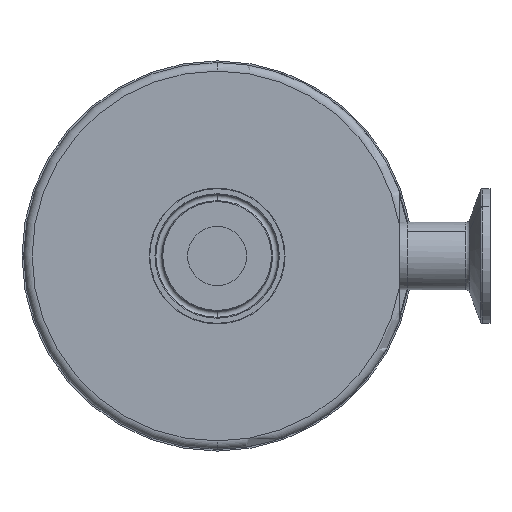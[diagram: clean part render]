
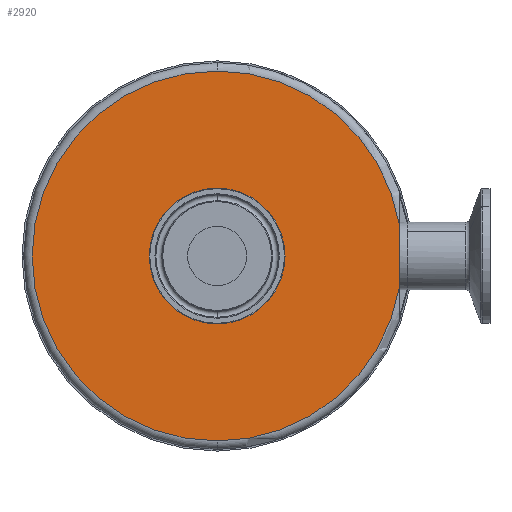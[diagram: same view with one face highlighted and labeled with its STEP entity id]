
A CAD part, front view. The second image highlights one B-rep face of the part: STEP entity #2920.
In plain terms, the highlighted planar face has unit normal (0, -1, 0).
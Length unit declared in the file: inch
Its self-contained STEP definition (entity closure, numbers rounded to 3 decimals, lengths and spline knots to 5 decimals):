
#56 = EDGE_LOOP ( 'NONE', ( #694, #8069, #879, #6721 ) ) ;
#101 = EDGE_CURVE ( 'NONE', #8614, #7632, #5053, .T. ) ;
#271 = DIRECTION ( 'NONE',  ( 0., 0., -1. ) ) ;
#449 = ORIENTED_EDGE ( 'NONE', *, *, #510, .F. ) ;
#457 = CARTESIAN_POINT ( 'NONE',  ( 0., 0.84, 0. ) ) ;
#510 = EDGE_CURVE ( 'NONE', #5594, #6863, #4415, .T. ) ;
#599 = CARTESIAN_POINT ( 'NONE',  ( 2.685, 0.84, 0.46519 ) ) ;
#694 = ORIENTED_EDGE ( 'NONE', *, *, #2839, .T. ) ;
#879 = ORIENTED_EDGE ( 'NONE', *, *, #101, .T. ) ;
#1005 = DIRECTION ( 'NONE',  ( 0., -1., 0. ) ) ;
#1106 = VECTOR ( 'NONE', #3530, 39.37008 ) ;
#1122 = AXIS2_PLACEMENT_3D ( 'NONE', #5652, #1597, #7008 ) ;
#1597 = DIRECTION ( 'NONE',  ( 0., -1., 0. ) ) ;
#1786 = VERTEX_POINT ( 'NONE', #3357 ) ;
#1922 = EDGE_CURVE ( 'NONE', #7632, #2521, #4075, .T. ) ;
#1933 = DIRECTION ( 'NONE',  ( 0., -1., 0. ) ) ;
#2296 = AXIS2_PLACEMENT_3D ( 'NONE', #3447, #7596, #3536 ) ;
#2345 = DIRECTION ( 'NONE',  ( 0., -1., 0. ) ) ;
#2453 = CIRCLE ( 'NONE', #2296, 1. ) ;
#2521 = VERTEX_POINT ( 'NONE', #599 ) ;
#2839 = EDGE_CURVE ( 'NONE', #2521, #1786, #6618, .T. ) ;
#2912 = CARTESIAN_POINT ( 'NONE',  ( 2.685, 0.84, 0. ) ) ;
#2920 = ADVANCED_FACE ( 'NONE', ( #8427, #3751 ), #3734, .T. ) ;
#3076 = AXIS2_PLACEMENT_3D ( 'NONE', #6020, #1933, #4721 ) ;
#3357 = CARTESIAN_POINT ( 'NONE',  ( 0., 0.84, 2.725 ) ) ;
#3447 = CARTESIAN_POINT ( 'NONE',  ( 0., 0.84, 0. ) ) ;
#3530 = DIRECTION ( 'NONE',  ( 0., 0., 1. ) ) ;
#3536 = DIRECTION ( 'NONE',  ( 0., 0., -1. ) ) ;
#3598 = CIRCLE ( 'NONE', #4290, 2.725 ) ;
#3734 = PLANE ( 'NONE',  #6154 ) ;
#3751 = FACE_OUTER_BOUND ( 'NONE', #56, .T. ) ;
#3769 = DIRECTION ( 'NONE',  ( 0., 0., -1. ) ) ;
#4062 = EDGE_LOOP ( 'NONE', ( #449, #7237 ) ) ;
#4075 = LINE ( 'NONE', #2912, #1106 ) ;
#4087 = EDGE_CURVE ( 'NONE', #6863, #5594, #2453, .T. ) ;
#4248 = CARTESIAN_POINT ( 'NONE',  ( 0., 0.84, -1. ) ) ;
#4290 = AXIS2_PLACEMENT_3D ( 'NONE', #457, #8582, #6558 ) ;
#4415 = CIRCLE ( 'NONE', #3076, 1. ) ;
#4721 = DIRECTION ( 'NONE',  ( 0., 0., -1. ) ) ;
#5053 = CIRCLE ( 'NONE', #1122, 2.725 ) ;
#5144 = CARTESIAN_POINT ( 'NONE',  ( 0., 0.84, 0. ) ) ;
#5594 = VERTEX_POINT ( 'NONE', #4248 ) ;
#5652 = CARTESIAN_POINT ( 'NONE',  ( 0., 0.84, 0. ) ) ;
#5792 = CARTESIAN_POINT ( 'NONE',  ( 2.685, 0.84, -0.46519 ) ) ;
#6020 = CARTESIAN_POINT ( 'NONE',  ( 0., 0.84, 0. ) ) ;
#6154 = AXIS2_PLACEMENT_3D ( 'NONE', #7798, #2345, #271 ) ;
#6558 = DIRECTION ( 'NONE',  ( 0., 0., -1. ) ) ;
#6582 = EDGE_CURVE ( 'NONE', #1786, #8614, #3598, .T. ) ;
#6618 = CIRCLE ( 'NONE', #8434, 2.725 ) ;
#6721 = ORIENTED_EDGE ( 'NONE', *, *, #1922, .T. ) ;
#6863 = VERTEX_POINT ( 'NONE', #7919 ) ;
#7008 = DIRECTION ( 'NONE',  ( 0., 0., -1. ) ) ;
#7237 = ORIENTED_EDGE ( 'NONE', *, *, #4087, .F. ) ;
#7596 = DIRECTION ( 'NONE',  ( 0., -1., 0. ) ) ;
#7632 = VERTEX_POINT ( 'NONE', #5792 ) ;
#7751 = CARTESIAN_POINT ( 'NONE',  ( 0., 0.84, -2.725 ) ) ;
#7798 = CARTESIAN_POINT ( 'NONE',  ( 1., 0.84, 0. ) ) ;
#7919 = CARTESIAN_POINT ( 'NONE',  ( 0., 0.84, 1. ) ) ;
#8069 = ORIENTED_EDGE ( 'NONE', *, *, #6582, .T. ) ;
#8427 = FACE_BOUND ( 'NONE', #4062, .T. ) ;
#8434 = AXIS2_PLACEMENT_3D ( 'NONE', #5144, #1005, #3769 ) ;
#8582 = DIRECTION ( 'NONE',  ( 0., -1., 0. ) ) ;
#8614 = VERTEX_POINT ( 'NONE', #7751 ) ;
